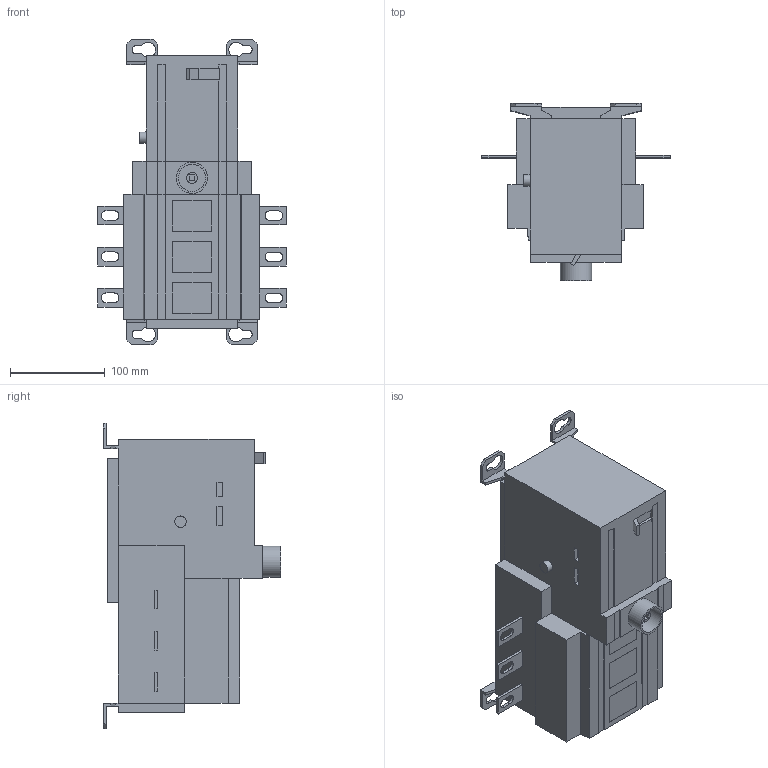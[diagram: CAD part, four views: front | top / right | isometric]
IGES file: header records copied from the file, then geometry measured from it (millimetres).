
Global section: file name: OSM200B3.igs; preprocessor: I-DEAS 3D IGES Translator 11; date: 20090112.102334; units: millimetre
Bounding box: 199.05 x 187.36 x 323 mm (x, y, z)
Volume: 4601798.9 mm3; surface area: 217436.7 mm2
Topology: 1 solids, 1 shells, 239 faces, 732 edges, 581 vertices
Faces by surface type: bspline 239
